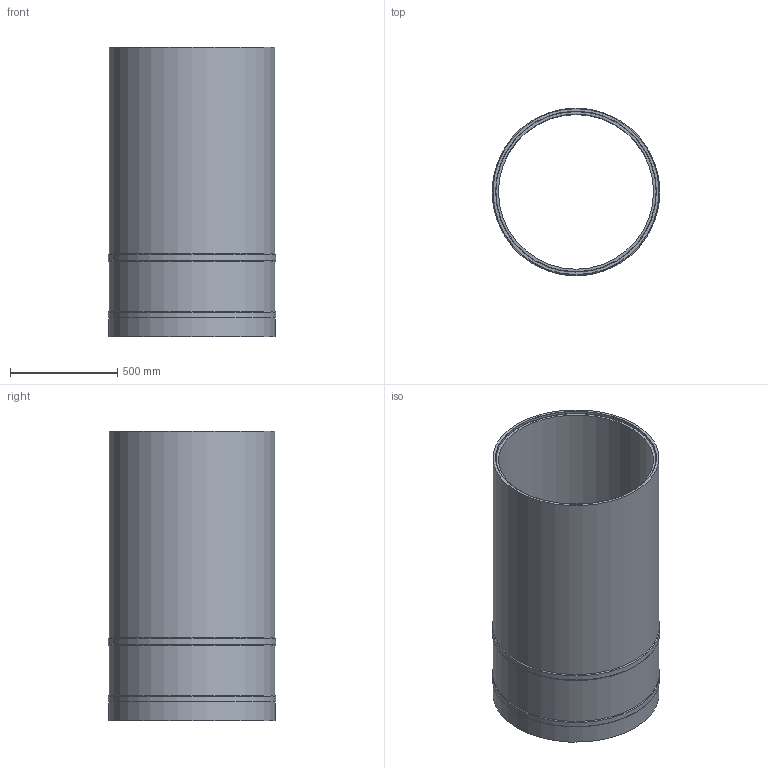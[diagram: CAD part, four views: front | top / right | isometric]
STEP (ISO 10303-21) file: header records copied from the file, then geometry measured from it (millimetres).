
FILE_DESCRIPTION(/* description */ ('28 1/2" ID x 1" WALL x 53 7/32" HCWI NOZZLE LINER, ASTM A532 CLASS III TYPE A, PF#(TBD)'),/* implementation_level */ '2;1');
FILE_NAME(/* name */ 'A1-19027-300-04 HCWI liner - nozzle - 1-21-20.stp',/* time_stamp */ '2020-01-21T12:04:37-07:00',/* author */ ('Graeme_Van_Dongen'),/* organization */ (''),/* preprocessor_version */ 'ST-DEVELOPER v16.5',/* originating_system */ 'Autodesk Inventor 2017',/* authorisation */ '');
FILE_SCHEMA (('AUTOMOTIVE_DESIGN { 1 0 10303 214 3 1 1 }'));
Length unit declared in the file: inch
Products named in the file (1): A1-19027-300-04 HCWI liner - nozzle
Bounding box: 783.72 x 783.72 x 1352 mm (x, y, z)
Volume: 81019154.4 mm3; surface area: 6507730.4 mm2
Topology: 1 solids, 1 shells, 17 faces, 31 edges, 18 vertices
Faces by surface type: cylinder 7, torus 5, plane 4, cone 1
Full cylindrical faces by diameter (mm): 723.9 x1, 749.3 x1, 774.7 x2, 775.106 x1, 781.05 x1, 783.717 x1
Entity records: 380 total; most frequent: DIRECTION 70, CARTESIAN_POINT 52, AXIS2_PLACEMENT_3D 35, EDGE_LOOP 34, ORIENTED_EDGE 34, FACE_BOUND 17, FACE_OUTER_BOUND 17, CIRCLE 17
